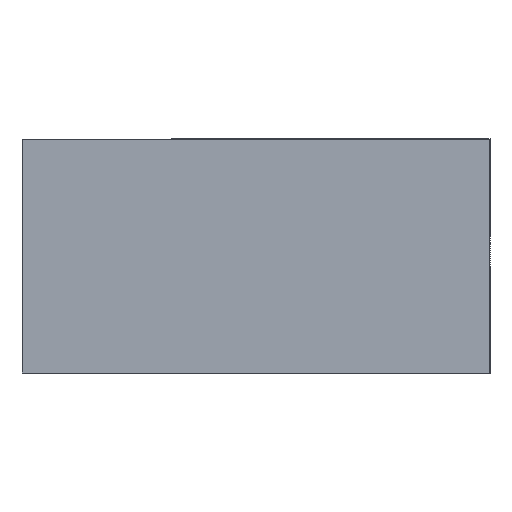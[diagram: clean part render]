
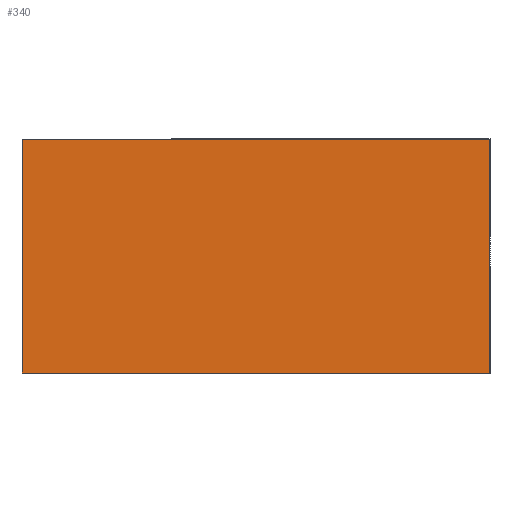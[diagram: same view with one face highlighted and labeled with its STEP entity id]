
A CAD part, left-side view. The second image highlights one B-rep face of the part: STEP entity #340.
In plain terms, the highlighted planar face has unit normal (-1, 0, 0).
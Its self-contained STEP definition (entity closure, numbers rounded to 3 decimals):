
#10 = VERTEX_POINT ( 'NONE', #216 ) ;
#13 = PLANE ( 'NONE',  #223 ) ;
#15 = CARTESIAN_POINT ( 'NONE',  ( -36.7, 60., -60. ) ) ;
#23 = LINE ( 'NONE', #206, #47 ) ;
#30 = LINE ( 'NONE', #97, #341 ) ;
#47 = VECTOR ( 'NONE', #150, 1000. ) ;
#69 = DIRECTION ( 'NONE',  ( 0., 0., 1. ) ) ;
#76 = CARTESIAN_POINT ( 'NONE',  ( -36.7, 0., -30. ) ) ;
#77 = DIRECTION ( 'NONE',  ( 0., 0., -1. ) ) ;
#95 = EDGE_LOOP ( 'NONE', ( #156, #245, #353, #159 ) ) ;
#97 = CARTESIAN_POINT ( 'NONE',  ( -36.7, -60., 0. ) ) ;
#100 = DIRECTION ( 'NONE',  ( 1., 0., 0. ) ) ;
#118 = CARTESIAN_POINT ( 'NONE',  ( -36.7, -60., -60. ) ) ;
#143 = VECTOR ( 'NONE', #69, 1000. ) ;
#150 = DIRECTION ( 'NONE',  ( 0., 1., 0. ) ) ;
#156 = ORIENTED_EDGE ( 'NONE', *, *, #229, .F. ) ;
#159 = ORIENTED_EDGE ( 'NONE', *, *, #268, .F. ) ;
#168 = CARTESIAN_POINT ( 'NONE',  ( -36.7, 60., 0. ) ) ;
#192 = EDGE_CURVE ( 'NONE', #269, #10, #30, .T. ) ;
#204 = FACE_OUTER_BOUND ( 'NONE', #95, .T. ) ;
#206 = CARTESIAN_POINT ( 'NONE',  ( -36.7, 0., -60. ) ) ;
#207 = CARTESIAN_POINT ( 'NONE',  ( -36.7, 60., -30. ) ) ;
#213 = VECTOR ( 'NONE', #233, 1000. ) ;
#216 = CARTESIAN_POINT ( 'NONE',  ( -36.7, -60., 0. ) ) ;
#223 = AXIS2_PLACEMENT_3D ( 'NONE', #76, #100, #77 ) ;
#224 = LINE ( 'NONE', #207, #143 ) ;
#229 = EDGE_CURVE ( 'NONE', #243, #312, #23, .T. ) ;
#233 = DIRECTION ( 'NONE',  ( 0., 0., -1. ) ) ;
#243 = VERTEX_POINT ( 'NONE', #118 ) ;
#245 = ORIENTED_EDGE ( 'NONE', *, *, #260, .F. ) ;
#260 = EDGE_CURVE ( 'NONE', #10, #243, #305, .T. ) ;
#268 = EDGE_CURVE ( 'NONE', #312, #269, #224, .T. ) ;
#269 = VERTEX_POINT ( 'NONE', #168 ) ;
#286 = DIRECTION ( 'NONE',  ( 0., -1., 0. ) ) ;
#305 = LINE ( 'NONE', #314, #213 ) ;
#312 = VERTEX_POINT ( 'NONE', #15 ) ;
#314 = CARTESIAN_POINT ( 'NONE',  ( -36.7, -60., -60. ) ) ;
#340 = ADVANCED_FACE ( 'NONE', ( #204 ), #13, .F. ) ;
#341 = VECTOR ( 'NONE', #286, 1000. ) ;
#353 = ORIENTED_EDGE ( 'NONE', *, *, #192, .F. ) ;
